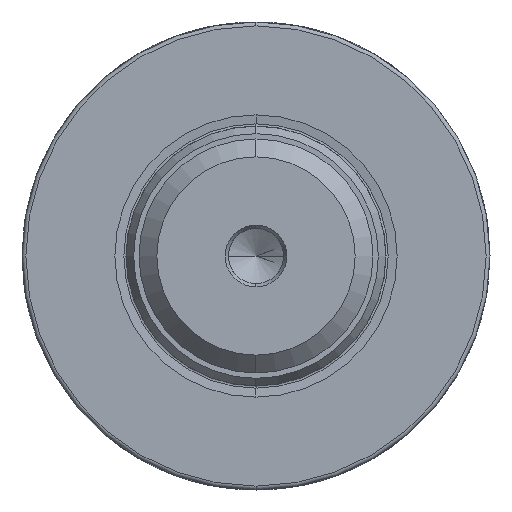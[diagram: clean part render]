
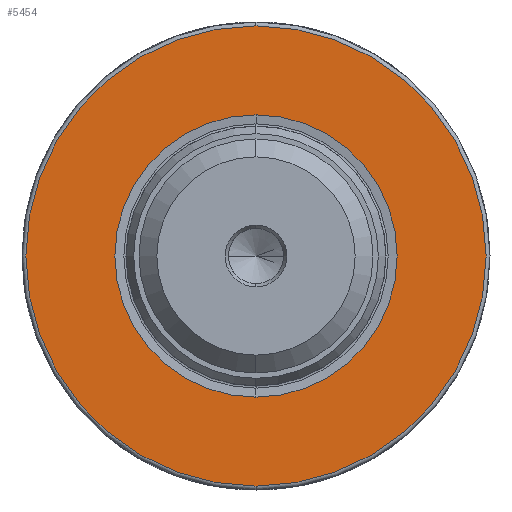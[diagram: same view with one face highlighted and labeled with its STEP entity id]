
A CAD part, left-side view. The second image highlights one B-rep face of the part: STEP entity #5454.
In plain terms, the highlighted planar face has unit normal (-1, 0, 0).
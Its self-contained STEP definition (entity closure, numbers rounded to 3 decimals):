
#5 = AXIS2_PLACEMENT_3D ( 'NONE', #10133, #9922, #9921 ) ;
#45 = DIRECTION ( 'NONE',  ( 0., 0., -1. ) ) ;
#340 = CIRCLE ( 'NONE', #5, 35.4 ) ;
#527 = CIRCLE ( 'NONE', #2073, 35.4 ) ;
#969 = AXIS2_PLACEMENT_3D ( 'NONE', #5924, #1194, #6731 ) ;
#1194 = DIRECTION ( 'NONE',  ( 1., 0., 0. ) ) ;
#1861 = DIRECTION ( 'NONE',  ( 0., 0., 1. ) ) ;
#1957 = EDGE_CURVE ( 'NONE', #4133, #4547, #340, .T. ) ;
#2073 = AXIS2_PLACEMENT_3D ( 'NONE', #8357, #3654, #9133 ) ;
#3654 = DIRECTION ( 'NONE',  ( 1., 0., 0. ) ) ;
#4024 = CARTESIAN_POINT ( 'NONE',  ( 0., 0., -35.4 ) ) ;
#4133 = VERTEX_POINT ( 'NONE', #4024 ) ;
#4547 = VERTEX_POINT ( 'NONE', #9203 ) ;
#4783 = DIRECTION ( 'NONE',  ( 1., 0., 0. ) ) ;
#4996 = PLANE ( 'NONE',  #9870 ) ;
#5027 = CARTESIAN_POINT ( 'NONE',  ( 0., 0., -21.715 ) ) ;
#5138 = ORIENTED_EDGE ( 'NONE', *, *, #10200, .F. ) ;
#5454 = ADVANCED_FACE ( 'NONE', ( #8698, #8452 ), #4996, .T. ) ;
#5924 = CARTESIAN_POINT ( 'NONE',  ( 0., 0., 0. ) ) ;
#5940 = VERTEX_POINT ( 'NONE', #9326 ) ;
#6464 = CARTESIAN_POINT ( 'NONE',  ( 0., 0., 21.715 ) ) ;
#6593 = ORIENTED_EDGE ( 'NONE', *, *, #9139, .T. ) ;
#6600 = DIRECTION ( 'NONE',  ( -1., 0., 0. ) ) ;
#6731 = DIRECTION ( 'NONE',  ( 0., 0., -1. ) ) ;
#6914 = EDGE_LOOP ( 'NONE', ( #8553, #6593 ) ) ;
#7250 = EDGE_CURVE ( 'NONE', #9835, #5940, #8551, .T. ) ;
#7508 = EDGE_LOOP ( 'NONE', ( #10167, #5138 ) ) ;
#8357 = CARTESIAN_POINT ( 'NONE',  ( 0., 0., 0. ) ) ;
#8452 = FACE_OUTER_BOUND ( 'NONE', #7508, .T. ) ;
#8529 = CIRCLE ( 'NONE', #9147, 21.715 ) ;
#8551 = CIRCLE ( 'NONE', #969, 21.715 ) ;
#8553 = ORIENTED_EDGE ( 'NONE', *, *, #7250, .T. ) ;
#8698 = FACE_BOUND ( 'NONE', #6914, .T. ) ;
#9133 = DIRECTION ( 'NONE',  ( 0., 0., -1. ) ) ;
#9139 = EDGE_CURVE ( 'NONE', #5940, #9835, #8529, .T. ) ;
#9147 = AXIS2_PLACEMENT_3D ( 'NONE', #9473, #4783, #45 ) ;
#9203 = CARTESIAN_POINT ( 'NONE',  ( 0., 0., 35.4 ) ) ;
#9326 = CARTESIAN_POINT ( 'NONE',  ( 0., 0., -21.715 ) ) ;
#9473 = CARTESIAN_POINT ( 'NONE',  ( 0., 0., 0. ) ) ;
#9835 = VERTEX_POINT ( 'NONE', #6464 ) ;
#9870 = AXIS2_PLACEMENT_3D ( 'NONE', #5027, #6600, #1861 ) ;
#9921 = DIRECTION ( 'NONE',  ( 0., 0., -1. ) ) ;
#9922 = DIRECTION ( 'NONE',  ( 1., 0., 0. ) ) ;
#10133 = CARTESIAN_POINT ( 'NONE',  ( 0., 0., 0. ) ) ;
#10167 = ORIENTED_EDGE ( 'NONE', *, *, #1957, .F. ) ;
#10200 = EDGE_CURVE ( 'NONE', #4547, #4133, #527, .T. ) ;
